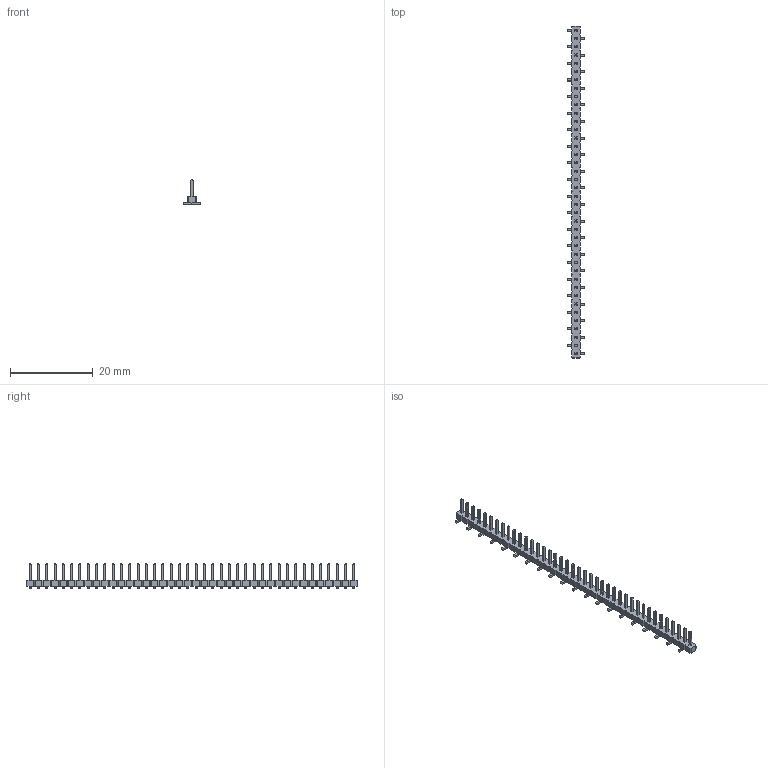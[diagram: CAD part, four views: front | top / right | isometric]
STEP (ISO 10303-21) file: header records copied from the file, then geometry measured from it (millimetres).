
FILE_DESCRIPTION(/* description */ ('model of PinHeader_1x40_P2.00mm_Vertical_SMD_Pin1Left'),/* implementation_level */ '2;1');
FILE_NAME(/* name */ 'PinHeader_1x40_P2.00mm_Vertical_SMD_Pin1Left.step',/* time_stamp */ '2018-01-24T13:02:12',/* author */ ('kicad StepUp','ksu'),/* organization */ ('FreeCAD'),/* preprocessor_version */ 'OCC',/* originating_system */ 'kicad StepUp',/* authorisation */ '');
FILE_SCHEMA(('AUTOMOTIVE_DESIGN { 1 0 10303 214 1 1 1 1 }'));
Length unit declared in the file: millimetre
Products named in the file (2): PinHeader_1x40_P200mm_Vertical_SMD_Pin1Left; Shape0_0354808103736
Bounding box: 4.2 x 80 x 6 mm (x, y, z)
Volume: 311.6 mm3; surface area: 1203.9 mm2
Topology: 41 solids, 41 shells, 924 faces, 2206 edges, 1364 vertices
Faces by surface type: plane 884, cylinder 40
Entity records: 16646 total; most frequent: ORIENTED_EDGE 3410, CARTESIAN_POINT 2567, EDGE_CURVE 2206, LINE 2126, VERTEX_POINT 1364, AXIS2_PLACEMENT_3D 985, ADVANCED_FACE 924, FACE_BOUND 924
